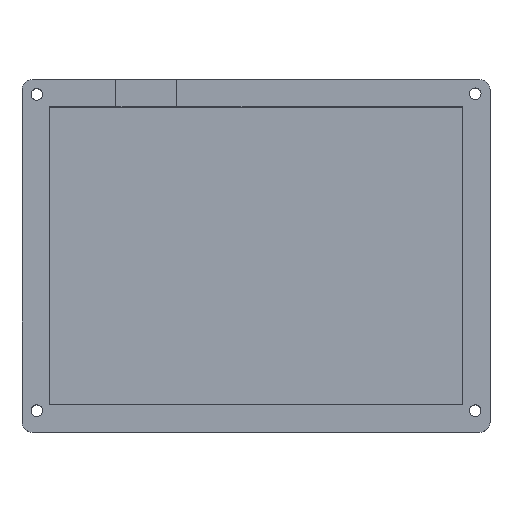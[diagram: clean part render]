
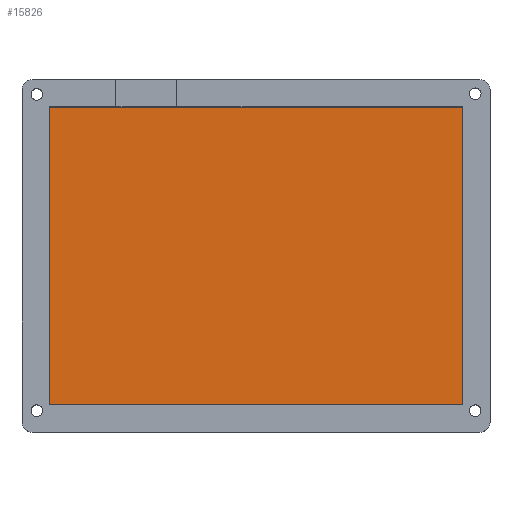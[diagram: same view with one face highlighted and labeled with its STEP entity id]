
A CAD part, top view. The second image highlights one B-rep face of the part: STEP entity #15826.
In plain terms, the highlighted planar face has unit normal (0, 0, 1).
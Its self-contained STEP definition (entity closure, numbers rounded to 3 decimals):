
#2620=FACE_OUTER_BOUND('',#3532,.T.);
#3532=EDGE_LOOP('',(#14639,#14640,#14641,#14642));
#3569=LINE('',#18088,#4803);
#4776=LINE('',#32262,#6010);
#4777=LINE('',#32263,#6011);
#4778=LINE('',#32264,#6012);
#4803=VECTOR('',#16205,10.);
#6010=VECTOR('',#17988,10.);
#6011=VECTOR('',#17989,10.);
#6012=VECTOR('',#17990,10.);
#6034=VERTEX_POINT('',#18085);
#6035=VERTEX_POINT('',#18087);
#7593=VERTEX_POINT('',#32260);
#7594=VERTEX_POINT('',#32261);
#7617=EDGE_CURVE('',#6034,#6035,#3569,.T.);
#9952=EDGE_CURVE('',#7593,#7594,#4776,.T.);
#9953=EDGE_CURVE('',#6035,#7593,#4777,.T.);
#9954=EDGE_CURVE('',#7594,#6034,#4778,.T.);
#14639=ORIENTED_EDGE('',*,*,#9952,.F.);
#14640=ORIENTED_EDGE('',*,*,#9953,.F.);
#14641=ORIENTED_EDGE('',*,*,#7617,.F.);
#14642=ORIENTED_EDGE('',*,*,#9954,.F.);
#14984=PLANE('',#16151);
#15826=ADVANCED_FACE('',(#2620),#14984,.T.);
#16151=AXIS2_PLACEMENT_3D('',#32259,#17986,#17987);
#16205=DIRECTION('',(1.,0.,0.));
#17986=DIRECTION('center_axis',(0.,0.,1.));
#17987=DIRECTION('ref_axis',(1.,0.,0.));
#17988=DIRECTION('',(-1.,0.,0.));
#17989=DIRECTION('',(0.,-1.,0.));
#17990=DIRECTION('',(0.,1.,0.));
#18085=CARTESIAN_POINT('',(-35.577,80.101,3.));
#18087=CARTESIAN_POINT('',(85.401,80.101,3.));
#18088=CARTESIAN_POINT('',(-5.332,80.101,3.));
#32259=CARTESIAN_POINT('Origin',(24.912,36.486,3.));
#32260=CARTESIAN_POINT('',(85.401,-7.129,3.));
#32261=CARTESIAN_POINT('',(-35.577,-7.129,3.));
#32262=CARTESIAN_POINT('',(55.157,-7.129,3.));
#32263=CARTESIAN_POINT('',(85.401,58.293,3.));
#32264=CARTESIAN_POINT('',(-35.577,14.678,3.));
